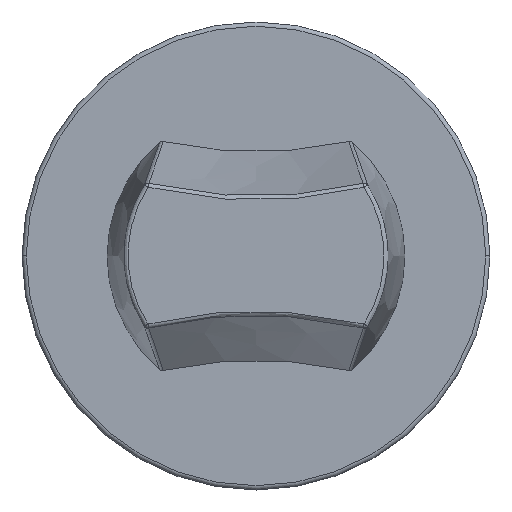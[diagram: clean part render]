
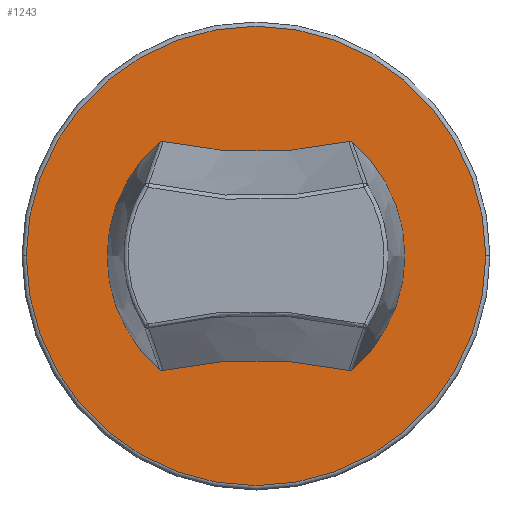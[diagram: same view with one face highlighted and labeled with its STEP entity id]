
A CAD part, top view. The second image highlights one B-rep face of the part: STEP entity #1243.
In plain terms, the highlighted planar face has unit normal (0, 0, 1).
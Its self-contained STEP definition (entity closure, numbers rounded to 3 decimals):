
#465=CARTESIAN_POINT('',(0.,0.,1.8));
#466=DIRECTION('',(0.,0.,1.));
#467=DIRECTION('',(-1.,0.,0.));
#468=AXIS2_PLACEMENT_3D('',#465,#466,#467);
#470=CARTESIAN_POINT('',(0.,0.,1.8));
#471=DIRECTION('',(0.,0.,1.));
#472=DIRECTION('',(1.,0.,0.));
#473=AXIS2_PLACEMENT_3D('',#470,#471,#472);
#475=CARTESIAN_POINT('',(0.,24.898,1.8));
#476=DIRECTION('',(0.,0.,-1.));
#477=DIRECTION('',(0.218,-0.976,0.));
#478=AXIS2_PLACEMENT_3D('',#475,#476,#477);
#480=CARTESIAN_POINT('',(0.,0.,1.8));
#481=DIRECTION('',(0.,0.,1.));
#482=DIRECTION('',(-0.647,0.762,0.));
#483=AXIS2_PLACEMENT_3D('',#480,#481,#482);
#485=CARTESIAN_POINT('',(0.,-24.898,1.8));
#486=DIRECTION('',(0.,0.,-1.));
#487=DIRECTION('',(-0.218,0.976,0.));
#488=AXIS2_PLACEMENT_3D('',#485,#486,#487);
#490=CARTESIAN_POINT('',(0.,0.,1.8));
#491=DIRECTION('',(0.,0.,1.));
#492=DIRECTION('',(0.647,-0.762,0.));
#493=AXIS2_PLACEMENT_3D('',#490,#491,#492);
#510=CARTESIAN_POINT('',(-4.359,5.379,1.8));
#521=CARTESIAN_POINT('',(4.359,5.379,1.8));
#533=CARTESIAN_POINT('',(-4.532,5.335,1.8));
#534=CARTESIAN_POINT('',(-4.516,5.349,1.8));
#535=CARTESIAN_POINT('',(-4.481,5.37,1.8));
#536=CARTESIAN_POINT('',(-4.42,5.386,1.8));
#537=CARTESIAN_POINT('',(-4.38,5.383,1.8));
#538=CARTESIAN_POINT('',(-4.359,5.379,1.8));
#578=CARTESIAN_POINT('',(4.359,5.379,1.8));
#579=CARTESIAN_POINT('',(4.38,5.383,1.8));
#580=CARTESIAN_POINT('',(4.419,5.386,1.8));
#581=CARTESIAN_POINT('',(4.48,5.37,1.8));
#582=CARTESIAN_POINT('',(4.516,5.349,1.8));
#583=CARTESIAN_POINT('',(4.532,5.335,1.8));
#606=CARTESIAN_POINT('',(4.532,5.335,1.8));
#617=CARTESIAN_POINT('',(4.532,-5.335,1.8));
#690=CARTESIAN_POINT('',(-4.532,-5.335,1.8));
#702=CARTESIAN_POINT('',(-4.532,5.335,1.8));
#716=CARTESIAN_POINT('',(-4.359,-5.379,1.8));
#717=CARTESIAN_POINT('',(-4.38,-5.383,1.8));
#718=CARTESIAN_POINT('',(-4.419,-5.386,1.8));
#719=CARTESIAN_POINT('',(-4.48,-5.37,1.8));
#720=CARTESIAN_POINT('',(-4.516,-5.349,1.8));
#721=CARTESIAN_POINT('',(-4.532,-5.335,1.8));
#752=CARTESIAN_POINT('',(4.359,-5.379,1.8));
#763=CARTESIAN_POINT('',(-4.359,-5.379,1.8));
#775=CARTESIAN_POINT('',(4.532,-5.335,1.8));
#776=CARTESIAN_POINT('',(4.516,-5.349,1.8));
#777=CARTESIAN_POINT('',(4.481,-5.37,1.8));
#778=CARTESIAN_POINT('',(4.42,-5.386,1.8));
#779=CARTESIAN_POINT('',(4.38,-5.383,1.8));
#780=CARTESIAN_POINT('',(4.359,-5.379,1.8));
#846=CARTESIAN_POINT('',(-10.8,0.,1.8));
#847=CARTESIAN_POINT('',(10.8,0.,1.8));
#848=VERTEX_POINT('',#846);
#849=VERTEX_POINT('',#847);
#859=VERTEX_POINT('',#752);
#860=VERTEX_POINT('',#617);
#864=VERTEX_POINT('',#690);
#865=VERTEX_POINT('',#763);
#869=VERTEX_POINT('',#510);
#870=VERTEX_POINT('',#702);
#872=VERTEX_POINT('',#606);
#873=VERTEX_POINT('',#521);
#1215=CARTESIAN_POINT('',(0.,0.,1.8));
#1216=DIRECTION('',(0.,0.,1.));
#1217=DIRECTION('',(1.,0.,0.));
#1218=AXIS2_PLACEMENT_3D('',#1215,#1216,#1217);
#1219=PLANE('',#1218);
#1220=ORIENTED_EDGE('',*,*,#1205,.F.);
#1222=ORIENTED_EDGE('',*,*,#1221,.F.);
#1223=EDGE_LOOP('',(#1220,#1222));
#1224=FACE_OUTER_BOUND('',#1223,.F.);
#1226=ORIENTED_EDGE('',*,*,#1225,.T.);
#1228=ORIENTED_EDGE('',*,*,#1227,.F.);
#1230=ORIENTED_EDGE('',*,*,#1229,.T.);
#1232=ORIENTED_EDGE('',*,*,#1231,.F.);
#1234=ORIENTED_EDGE('',*,*,#1233,.T.);
#1236=ORIENTED_EDGE('',*,*,#1235,.F.);
#1238=ORIENTED_EDGE('',*,*,#1237,.T.);
#1240=ORIENTED_EDGE('',*,*,#1239,.F.);
#1241=EDGE_LOOP('',(#1226,#1228,#1230,#1232,#1234,#1236,#1238,#1240));
#1242=FACE_BOUND('',#1241,.F.);
#469=CIRCLE('',#468,10.8);
#474=CIRCLE('',#473,10.8);
#479=CIRCLE('',#478,20.);
#484=CIRCLE('',#483,7.);
#489=CIRCLE('',#488,20.);
#494=CIRCLE('',#493,7.);
#539=B_SPLINE_CURVE_WITH_KNOTS('',3,(#533,#534,#535,#536,#537,#538),
.UNSPECIFIED.,.F.,.F.,(4,1,1,4),(0.,0.333,0.667,1.),
.UNSPECIFIED.);
#584=B_SPLINE_CURVE_WITH_KNOTS('',3,(#578,#579,#580,#581,#582,#583),
.UNSPECIFIED.,.F.,.F.,(4,1,1,4),(0.,0.333,0.667,1.),
.UNSPECIFIED.);
#722=B_SPLINE_CURVE_WITH_KNOTS('',3,(#716,#717,#718,#719,#720,#721),
.UNSPECIFIED.,.F.,.F.,(4,1,1,4),(0.,0.333,0.667,1.),
.UNSPECIFIED.);
#781=B_SPLINE_CURVE_WITH_KNOTS('',3,(#775,#776,#777,#778,#779,#780),
.UNSPECIFIED.,.F.,.F.,(4,1,1,4),(0.,0.333,0.667,1.),
.UNSPECIFIED.);
#1205=EDGE_CURVE('',#848,#849,#469,.T.);
#1221=EDGE_CURVE('',#849,#848,#474,.T.);
#1225=EDGE_CURVE('',#873,#869,#479,.T.);
#1227=EDGE_CURVE('',#870,#869,#539,.T.);
#1229=EDGE_CURVE('',#870,#864,#484,.T.);
#1231=EDGE_CURVE('',#865,#864,#722,.T.);
#1233=EDGE_CURVE('',#865,#859,#489,.T.);
#1235=EDGE_CURVE('',#860,#859,#781,.T.);
#1237=EDGE_CURVE('',#860,#872,#494,.T.);
#1239=EDGE_CURVE('',#873,#872,#584,.T.);
#1243=ADVANCED_FACE('',(#1224,#1242),#1219,.T.);
